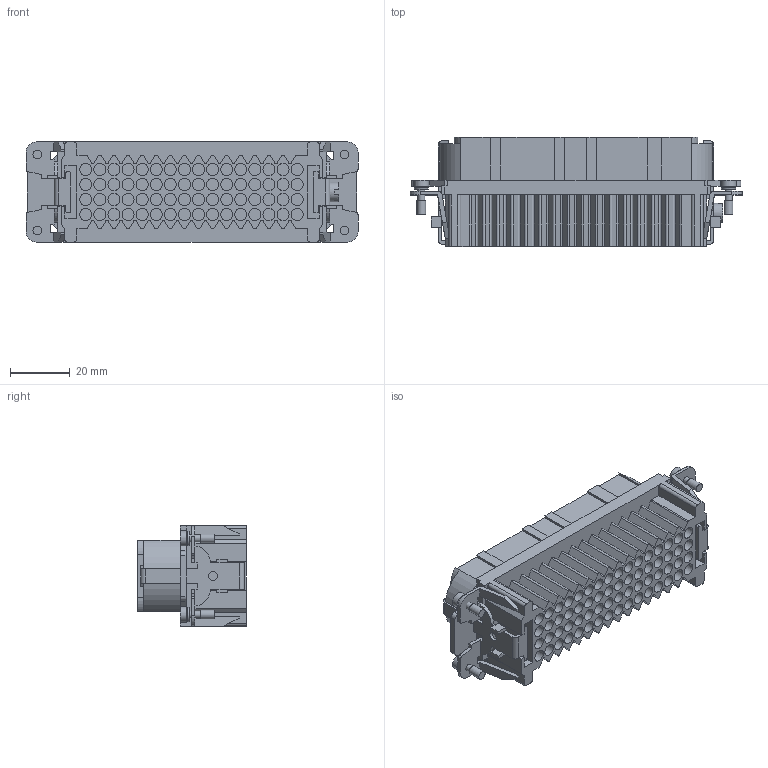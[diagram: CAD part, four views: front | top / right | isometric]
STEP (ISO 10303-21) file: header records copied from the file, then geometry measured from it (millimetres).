
FILE_DESCRIPTION (( 'STEP AP214' ), '1' );
FILE_NAME ('ZP-24B-64-FC-INSERT.STEP', '2011-11-18T21:10:20', ( '.ADC' ), ( 'ADC' ), 'SwSTEP 2.0', 'SolidWorks 2011', '' );
FILE_SCHEMA (( 'AUTOMOTIVE_DESIGN' ));
Length unit declared in the file: millimetre
Products named in the file (1): ZP-24B-64-FC-INSERT
Bounding box: 110.75 x 36.35 x 33.4 mm (x, y, z)
Volume: 52287.3 mm3; surface area: 47444.1 mm2
Topology: 2 solids, 2 shells, 813 faces, 1940 edges, 1304 vertices
Faces by surface type: plane 517, cylinder 292, cone 4
Full cylindrical faces by diameter (mm): 2.351 x11, 2.897 x4, 3 x2, 3.25 x64, 4 x64, 5 x32, 5.047 x4, 6.5 x1
Entity records: 27491 total; most frequent: DIRECTION 3914, CARTESIAN_POINT 3742, ORIENTED_EDGE 3366, EDGE_CURVE 1683, AXIS2_PLACEMENT_3D 1421, VERTEX_POINT 1233, EDGE_LOOP 1190, VECTOR 1072
